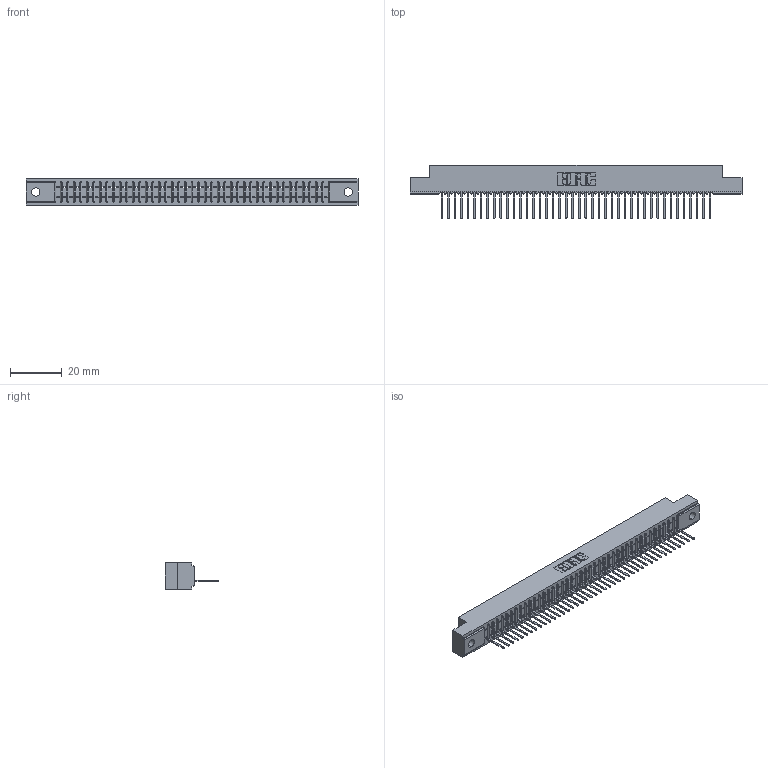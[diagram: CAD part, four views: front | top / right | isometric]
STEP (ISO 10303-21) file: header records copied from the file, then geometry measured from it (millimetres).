
FILE_DESCRIPTION (( 'STEP AP203' ), '1' );
FILE_NAME ('341-042-522-102.STEP', '2018-08-07T01:24:59', ( '' ), ( '' ), 'SwSTEP 2.0', 'SolidWorks 2016', '' );
FILE_SCHEMA (( 'CONFIG_CONTROL_DESIGN' ));
Length unit declared in the file: inch
Products named in the file (3): 341 Part_.128 (3.25) Dia Mounting Holes; 341-292-001_341-292-122; 341-042-522-102
Assembly tree (43 placements, depth 2):
  341-042-522-102
    341 Part_.128 (3.25) Dia Mounting Holes
    341-292-001_341-292-122  x42
Bounding box: 128.91 x 20.62 x 10.16 mm (x, y, z)
Volume: 9235.8 mm3; surface area: 14428.7 mm2
Topology: 43 solids, 43 shells, 3560 faces, 10270 edges, 6590 vertices
Faces by surface type: plane 2210, cylinder 1182, sphere 86, torus 82
Entity records: 49487 total; most frequent: CARTESIAN_POINT 8408, ORIENTED_EDGE 8396, DIRECTION 8116, EDGE_CURVE 4198, VECTOR 3392, LINE 3392, VERTEX_POINT 2654, AXIS2_PLACEMENT_3D 2362
